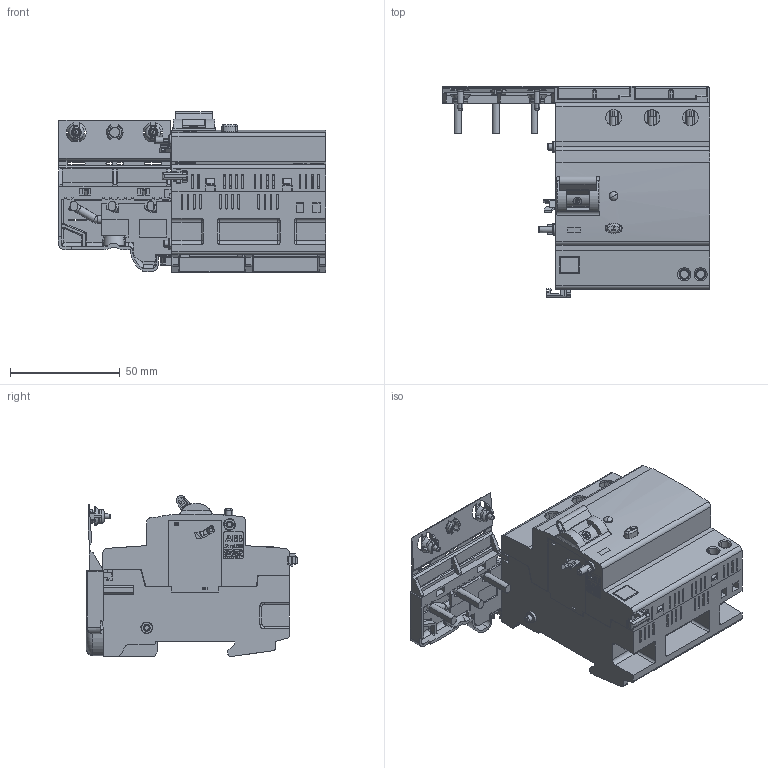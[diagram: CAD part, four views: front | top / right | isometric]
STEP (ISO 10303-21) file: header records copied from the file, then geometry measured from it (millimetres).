
FILE_DESCRIPTION(('CATIA V5 STEP Exchange'),'2;1');
FILE_NAME('04161267----- DDA203 4P4M (3D PRODUCT SKIN).stp','2018-06-13T06:00:11+00:00',('none'),('none'),'CATIA Version 5 Release 20 SP 6 (IN-10)','CATIA V5 STEP AP214','none');
FILE_SCHEMA(('AUTOMOTIVE_DESIGN { 1 0 10303 214 1 1 1 1 }'));
Products named in the file (1): 04161267----- DDA203 4P4M (3D PRODUCT SKIN)
Bounding box: 121.75 x 96.25 x 73.24 mm (x, y, z)
Volume: 89080.2 mm3; surface area: 118000.5 mm2
Topology: 18 solids, 18 shells, 5338 faces, 15161 edges, 9739 vertices
Faces by surface type: plane 3327, cylinder 1426, cone 207, torus 181, sphere 100, bspline 93, extrusion 3, revolution 1
Entity records: 172940 total; most frequent: CARTESIAN_POINT 40811, ORIENTED_EDGE 30042, DIRECTION 21736, EDGE_CURVE 15021, VECTOR 10954, LINE 10951, VERTEX_POINT 9721, AXIS2_PLACEMENT_3D 6807
